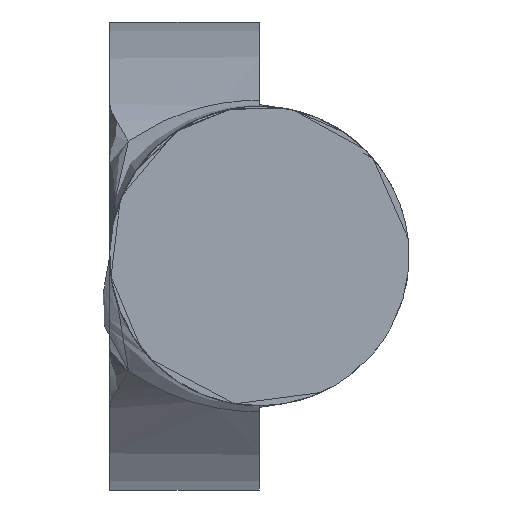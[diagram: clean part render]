
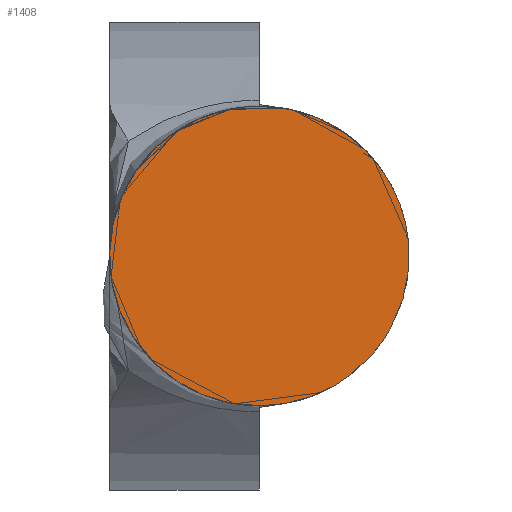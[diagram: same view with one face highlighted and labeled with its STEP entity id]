
A CAD part, left-side view. The second image highlights one B-rep face of the part: STEP entity #1408.
In plain terms, the highlighted free-form (B-spline) face has degree [1, 1] with [2, 2] control points.
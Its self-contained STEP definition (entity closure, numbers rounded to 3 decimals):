
#273=CARTESIAN_POINT('',(-1000.0,-7.046,-2.592));
#274=VERTEX_POINT('',#273);
#280=CARTESIAN_POINT('',(-1000.0,-4.,-4.0));
#281=VERTEX_POINT('',#280);
#282=CARTESIAN_POINT('',(-1000.0,-7.046,-2.592));
#283=CARTESIAN_POINT('',(-1000.0,-5.848,-4.0));
#284=CARTESIAN_POINT('',(-1000.0,-4.,-4.0));
#292=(BOUNDED_CURVE()B_SPLINE_CURVE(2,(#282,#283,#284),.UNSPECIFIED.,.F.,.U.)B_SPLINE_CURVE_WITH_KNOTS((3,3),(0.363,0.5),.UNSPECIFIED.)CURVE()GEOMETRIC_REPRESENTATION_ITEM()RATIONAL_B_SPLINE_CURVE((0.855,0.839,1.0))REPRESENTATION_ITEM(''));
#293=EDGE_CURVE('',#274,#281,#292,.T.);
#295=CARTESIAN_POINT('',(-1000.0,-4.,4.0));
#296=VERTEX_POINT('',#295);
#297=CARTESIAN_POINT('',(-1000.0,-4.,-4.0));
#298=CARTESIAN_POINT('',(-1000.0,0.,-4.));
#299=CARTESIAN_POINT('',(-1000.0,0.,0.));
#300=CARTESIAN_POINT('',(-1000.0,0.,4.));
#301=CARTESIAN_POINT('',(-1000.0,-4.,4.0));
#309=(BOUNDED_CURVE()B_SPLINE_CURVE(2,(#297,#298,#299,#300,#301),.UNSPECIFIED.,.F.,.U.)B_SPLINE_CURVE_WITH_KNOTS((3,2,3),(0.5,0.75,1.0),.UNSPECIFIED.)CURVE()GEOMETRIC_REPRESENTATION_ITEM()RATIONAL_B_SPLINE_CURVE((1.0,0.707,1.0,0.707,1.0))REPRESENTATION_ITEM(''));
#310=EDGE_CURVE('',#281,#296,#309,.T.);
#312=CARTESIAN_POINT('',(-1000.0,-7.974,0.453));
#313=VERTEX_POINT('',#312);
#314=CARTESIAN_POINT('',(-1000.0,-4.,4.0));
#315=CARTESIAN_POINT('',(-1000.,-7.57,4.));
#316=CARTESIAN_POINT('',(-1000.0,-7.974,0.453));
#324=(BOUNDED_CURVE()B_SPLINE_CURVE(2,(#314,#315,#316),.UNSPECIFIED.,.F.,.U.)B_SPLINE_CURVE_WITH_KNOTS((3,3),(0.0,0.23),.UNSPECIFIED.)CURVE()GEOMETRIC_REPRESENTATION_ITEM()RATIONAL_B_SPLINE_CURVE((1.0,0.73,0.958))REPRESENTATION_ITEM(''));
#325=EDGE_CURVE('',#296,#313,#324,.T.);
#482=CARTESIAN_POINT('',(-1000.0,-7.974,0.453));
#483=CARTESIAN_POINT('',(-1000.,-8.,0.227));
#484=CARTESIAN_POINT('',(-1000.0,-8.,0.));
#485=CARTESIAN_POINT('',(-1000.,-8.,-1.472));
#486=CARTESIAN_POINT('',(-1000.0,-7.046,-2.592));
#494=(BOUNDED_CURVE()B_SPLINE_CURVE(2,(#482,#483,#484,#485,#486),.UNSPECIFIED.,.F.,.U.)B_SPLINE_CURVE_WITH_KNOTS((3,2,3),(0.23,0.25,0.363),.UNSPECIFIED.)CURVE()GEOMETRIC_REPRESENTATION_ITEM()RATIONAL_B_SPLINE_CURVE((0.958,0.977,1.0,0.868,0.855))REPRESENTATION_ITEM(''));
#495=EDGE_CURVE('',#313,#274,#494,.T.);
#1397=CARTESIAN_POINT('',(-1000.0,-8.4,4.4));
#1398=CARTESIAN_POINT('',(-1000.0,0.4,4.4));
#1399=CARTESIAN_POINT('',(-1000.0,-8.4,-4.4));
#1400=CARTESIAN_POINT('',(-1000.0,0.4,-4.4));
#1401=B_SPLINE_SURFACE_WITH_KNOTS('',1,1,((#1397,#1399),(#1398,#1400)),.UNSPECIFIED.,.F.,.F.,.U.,(2,2),(2,2),(0.0,8.799),(0.0,8.799),.UNSPECIFIED.);
#1402=ORIENTED_EDGE('',*,*,#310,.F.);
#1403=ORIENTED_EDGE('',*,*,#293,.F.);
#1404=ORIENTED_EDGE('',*,*,#495,.F.);
#1405=ORIENTED_EDGE('',*,*,#325,.F.);
#1406=EDGE_LOOP('',(#1402,#1403,#1404,#1405));
#1407=FACE_OUTER_BOUND('',#1406,.T.);
#1408=ADVANCED_FACE('',(#1407),#1401,.T.);
